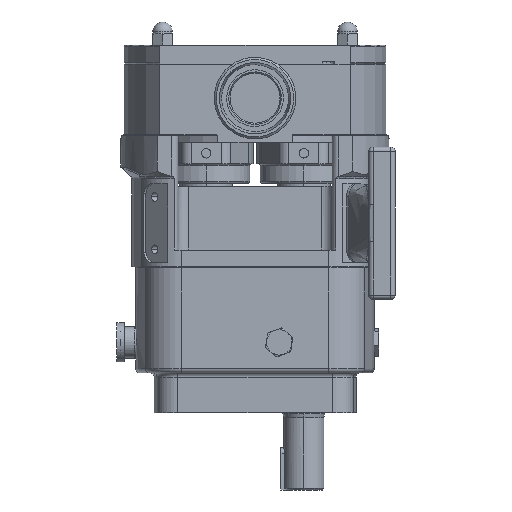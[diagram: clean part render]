
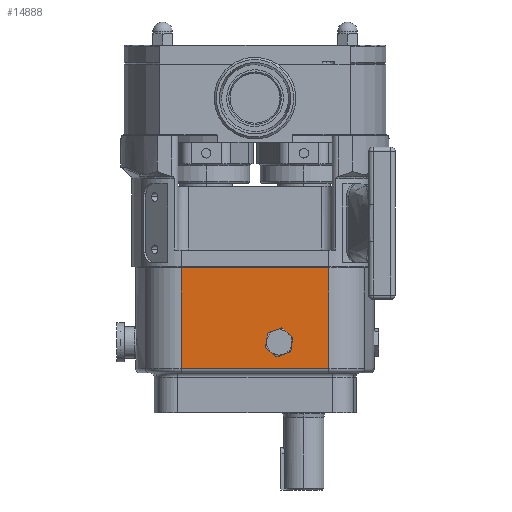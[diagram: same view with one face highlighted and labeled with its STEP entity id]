
A CAD part, left-side view. The second image highlights one B-rep face of the part: STEP entity #14888.
In plain terms, the highlighted planar face has unit normal (-1, 0, 0).
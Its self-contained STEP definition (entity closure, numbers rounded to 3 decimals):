
#460 = LINE ( 'NONE', #11350, #24597 ) ;
#478 = LINE ( 'NONE', #13694, #23365 ) ;
#667 = CARTESIAN_POINT ( 'NONE',  ( -84., -70.13, 0. ) ) ;
#1150 = VERTEX_POINT ( 'NONE', #14823 ) ;
#2451 = FACE_BOUND ( 'NONE', #16611, .T. ) ;
#2876 = CARTESIAN_POINT ( 'NONE',  ( -84., -70.13, -100. ) ) ;
#3539 = AXIS2_PLACEMENT_3D ( 'NONE', #2876, #11727, #20174 ) ;
#4353 = EDGE_CURVE ( 'NONE', #23253, #10278, #19169, .T. ) ;
#4471 = CARTESIAN_POINT ( 'NONE',  ( -84., 70.13, 0. ) ) ;
#4508 = LINE ( 'NONE', #15533, #26045 ) ;
#4742 = ORIENTED_EDGE ( 'NONE', *, *, #7107, .T. ) ;
#4977 = VERTEX_POINT ( 'NONE', #27084 ) ;
#5054 = FACE_OUTER_BOUND ( 'NONE', #12863, .T. ) ;
#5502 = ORIENTED_EDGE ( 'NONE', *, *, #7653, .T. ) ;
#5926 = LINE ( 'NONE', #17251, #12077 ) ;
#6685 = LINE ( 'NONE', #18014, #18900 ) ;
#7107 = EDGE_CURVE ( 'NONE', #14269, #21693, #460, .T. ) ;
#7252 = VECTOR ( 'NONE', #11124, 1000. ) ;
#7653 = EDGE_CURVE ( 'NONE', #21693, #21495, #5926, .T. ) ;
#7748 = EDGE_CURVE ( 'NONE', #4977, #10278, #27079, .T. ) ;
#8002 = CARTESIAN_POINT ( 'NONE',  ( -84., -33.892, -79.803 ) ) ;
#8264 = LINE ( 'NONE', #19735, #14390 ) ;
#8693 = DIRECTION ( 'NONE',  ( 0., 0.156, -0.988 ) ) ;
#9181 = DIRECTION ( 'NONE',  ( 0., 0.933, -0.359 ) ) ;
#9752 = VECTOR ( 'NONE', #13877, 1000. ) ;
#9770 = EDGE_CURVE ( 'NONE', #1150, #10527, #4508, .T. ) ;
#10278 = VERTEX_POINT ( 'NONE', #4471 ) ;
#10527 = VERTEX_POINT ( 'NONE', #10663 ) ;
#10663 = CARTESIAN_POINT ( 'NONE',  ( -84., -36.07, -65.969 ) ) ;
#10726 = CARTESIAN_POINT ( 'NONE',  ( -84., 70.13, -96. ) ) ;
#10796 = CARTESIAN_POINT ( 'NONE',  ( -84., -70.13, -96. ) ) ;
#11082 = ORIENTED_EDGE ( 'NONE', *, *, #7748, .T. ) ;
#11124 = DIRECTION ( 'NONE',  ( 0., -0.156, 0.988 ) ) ;
#11305 = PLANE ( 'NONE',  #3539 ) ;
#11350 = CARTESIAN_POINT ( 'NONE',  ( -84., -58.683, -70.261 ) ) ;
#11669 = DIRECTION ( 'NONE',  ( 0., 0., 1. ) ) ;
#11683 = ORIENTED_EDGE ( 'NONE', *, *, #15124, .T. ) ;
#11727 = DIRECTION ( 'NONE',  ( 1., 0., 0. ) ) ;
#12077 = VECTOR ( 'NONE', #17383, 1000. ) ;
#12082 = EDGE_CURVE ( 'NONE', #17394, #1150, #478, .T. ) ;
#12353 = CARTESIAN_POINT ( 'NONE',  ( -84., -12.108, -62.197 ) ) ;
#12863 = EDGE_LOOP ( 'NONE', ( #22205, #16086, #18472, #11082 ) ) ;
#13694 = CARTESIAN_POINT ( 'NONE',  ( -84., -49.969, -47.623 ) ) ;
#13877 = DIRECTION ( 'NONE',  ( 0., 1., 0. ) ) ;
#14267 = LINE ( 'NONE', #22713, #17418 ) ;
#14269 = VERTEX_POINT ( 'NONE', #8002 ) ;
#14276 = ORIENTED_EDGE ( 'NONE', *, *, #22488, .T. ) ;
#14390 = VECTOR ( 'NONE', #8693, 1000. ) ;
#14823 = CARTESIAN_POINT ( 'NONE',  ( -84., -25.178, -57.166 ) ) ;
#14888 = ADVANCED_FACE ( 'NONE', ( #2451, #5054 ), #11305, .F. ) ;
#14955 = CARTESIAN_POINT ( 'NONE',  ( -84., 70.13, -100. ) ) ;
#15124 = EDGE_CURVE ( 'NONE', #21495, #17394, #24050, .T. ) ;
#15533 = CARTESIAN_POINT ( 'NONE',  ( -84., -73.309, -96.067 ) ) ;
#16086 = ORIENTED_EDGE ( 'NONE', *, *, #16716, .T. ) ;
#16611 = EDGE_LOOP ( 'NONE', ( #14276, #4742, #5502, #11683, #19439, #17659 ) ) ;
#16716 = EDGE_CURVE ( 'NONE', #23253, #19462, #6685, .T. ) ;
#17251 = CARTESIAN_POINT ( 'NONE',  ( -84., -58.061, -114.933 ) ) ;
#17383 = DIRECTION ( 'NONE',  ( 0., 0.778, 0.629 ) ) ;
#17394 = VERTEX_POINT ( 'NONE', #12353 ) ;
#17418 = VECTOR ( 'NONE', #11669, 1000. ) ;
#17659 = ORIENTED_EDGE ( 'NONE', *, *, #9770, .T. ) ;
#18014 = CARTESIAN_POINT ( 'NONE',  ( -84., -70.13, -96. ) ) ;
#18137 = CARTESIAN_POINT ( 'NONE',  ( -84., -9.93, -76.031 ) ) ;
#18472 = ORIENTED_EDGE ( 'NONE', *, *, #27150, .T. ) ;
#18900 = VECTOR ( 'NONE', #26707, 1000. ) ;
#18906 = VECTOR ( 'NONE', #28001, 1000. ) ;
#19169 = LINE ( 'NONE', #14955, #18906 ) ;
#19439 = ORIENTED_EDGE ( 'NONE', *, *, #12082, .T. ) ;
#19462 = VERTEX_POINT ( 'NONE', #10796 ) ;
#19735 = CARTESIAN_POINT ( 'NONE',  ( -84., -31.666, -93.944 ) ) ;
#20174 = DIRECTION ( 'NONE',  ( 0., 0., -1. ) ) ;
#21495 = VERTEX_POINT ( 'NONE', #18137 ) ;
#21693 = VERTEX_POINT ( 'NONE', #25786 ) ;
#22169 = CARTESIAN_POINT ( 'NONE',  ( -84., -7.704, -90.172 ) ) ;
#22205 = ORIENTED_EDGE ( 'NONE', *, *, #4353, .F. ) ;
#22488 = EDGE_CURVE ( 'NONE', #10527, #14269, #8264, .T. ) ;
#22713 = CARTESIAN_POINT ( 'NONE',  ( -84., -70.13, -100. ) ) ;
#23253 = VERTEX_POINT ( 'NONE', #10726 ) ;
#23365 = VECTOR ( 'NONE', #24589, 1000. ) ;
#24050 = LINE ( 'NONE', #22169, #7252 ) ;
#24589 = DIRECTION ( 'NONE',  ( 0., -0.933, 0.359 ) ) ;
#24597 = VECTOR ( 'NONE', #9181, 1000. ) ;
#24683 = DIRECTION ( 'NONE',  ( 0., -0.778, -0.629 ) ) ;
#25786 = CARTESIAN_POINT ( 'NONE',  ( -84., -20.822, -84.834 ) ) ;
#26045 = VECTOR ( 'NONE', #24683, 1000. ) ;
#26707 = DIRECTION ( 'NONE',  ( 0., -1., 0. ) ) ;
#27079 = LINE ( 'NONE', #667, #9752 ) ;
#27084 = CARTESIAN_POINT ( 'NONE',  ( -84., -70.13, 0. ) ) ;
#27150 = EDGE_CURVE ( 'NONE', #19462, #4977, #14267, .T. ) ;
#28001 = DIRECTION ( 'NONE',  ( 0., 0., 1. ) ) ;
